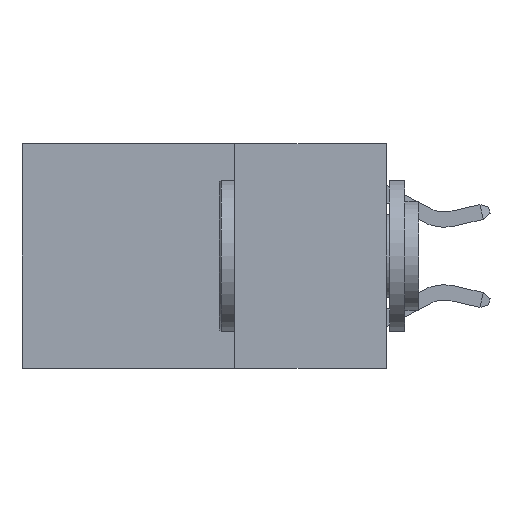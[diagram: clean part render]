
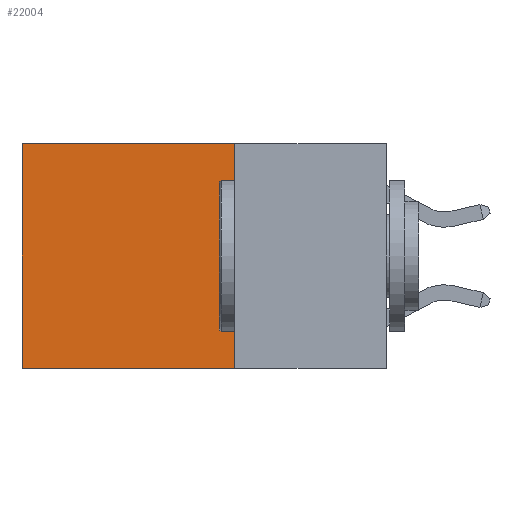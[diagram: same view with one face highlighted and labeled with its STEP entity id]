
A CAD part, left-side view. The second image highlights one B-rep face of the part: STEP entity #22004.
In plain terms, the highlighted planar face has unit normal (-1, 0, 0).
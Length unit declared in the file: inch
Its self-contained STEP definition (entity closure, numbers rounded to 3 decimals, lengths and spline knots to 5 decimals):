
#52 = EDGE_CURVE ( 'NONE', #4798, #8189, #4976, .T. ) ;
#252 = CARTESIAN_POINT ( 'NONE',  ( 0.2625, 0.6, 0. ) ) ;
#274 = ORIENTED_EDGE ( 'NONE', *, *, #52, .F. ) ;
#1570 = CARTESIAN_POINT ( 'NONE',  ( 0.2625, 0.25, -0.37 ) ) ;
#2428 = CARTESIAN_POINT ( 'NONE',  ( 0.2625, 0.25, 0. ) ) ;
#3235 = DIRECTION ( 'NONE',  ( 0., 0., -1. ) ) ;
#3594 = EDGE_CURVE ( 'NONE', #24594, #26755, #24544, .T. ) ;
#3884 = VECTOR ( 'NONE', #21898, 39.37008 ) ;
#4293 = LINE ( 'NONE', #24081, #3884 ) ;
#4798 = VERTEX_POINT ( 'NONE', #17332 ) ;
#4865 = FACE_OUTER_BOUND ( 'NONE', #16293, .T. ) ;
#4976 = LINE ( 'NONE', #18355, #10212 ) ;
#7942 = VECTOR ( 'NONE', #15654, 39.37008 ) ;
#8189 = VERTEX_POINT ( 'NONE', #1570 ) ;
#8705 = DIRECTION ( 'NONE',  ( 0., 0., -1. ) ) ;
#10212 = VECTOR ( 'NONE', #3235, 39.37008 ) ;
#11852 = EDGE_CURVE ( 'NONE', #4798, #24594, #13641, .T. ) ;
#13215 = CARTESIAN_POINT ( 'NONE',  ( 0.2625, 0.6, 0. ) ) ;
#13641 = LINE ( 'NONE', #2428, #7942 ) ;
#13736 = CARTESIAN_POINT ( 'NONE',  ( 0.2625, 0.25, 0. ) ) ;
#14388 = ORIENTED_EDGE ( 'NONE', *, *, #3594, .T. ) ;
#15654 = DIRECTION ( 'NONE',  ( 0., 1., 0. ) ) ;
#16108 = VECTOR ( 'NONE', #8705, 39.37008 ) ;
#16293 = EDGE_LOOP ( 'NONE', ( #14388, #16580, #274, #21978 ) ) ;
#16580 = ORIENTED_EDGE ( 'NONE', *, *, #16734, .F. ) ;
#16734 = EDGE_CURVE ( 'NONE', #8189, #26755, #4293, .T. ) ;
#17332 = CARTESIAN_POINT ( 'NONE',  ( 0.2625, 0.25, 0. ) ) ;
#17537 = AXIS2_PLACEMENT_3D ( 'NONE', #13736, #22609, #20441 ) ;
#18355 = CARTESIAN_POINT ( 'NONE',  ( 0.2625, 0.25, 0. ) ) ;
#20441 = DIRECTION ( 'NONE',  ( 0., 0., -1. ) ) ;
#21898 = DIRECTION ( 'NONE',  ( 0., 1., 0. ) ) ;
#21978 = ORIENTED_EDGE ( 'NONE', *, *, #11852, .T. ) ;
#22004 = ADVANCED_FACE ( 'NONE', ( #4865 ), #27120, .F. ) ;
#22609 = DIRECTION ( 'NONE',  ( 1., 0., 0. ) ) ;
#24081 = CARTESIAN_POINT ( 'NONE',  ( 0.2625, 0.25, -0.37 ) ) ;
#24544 = LINE ( 'NONE', #13215, #16108 ) ;
#24594 = VERTEX_POINT ( 'NONE', #252 ) ;
#25351 = CARTESIAN_POINT ( 'NONE',  ( 0.2625, 0.6, -0.37 ) ) ;
#26755 = VERTEX_POINT ( 'NONE', #25351 ) ;
#27120 = PLANE ( 'NONE',  #17537 ) ;
